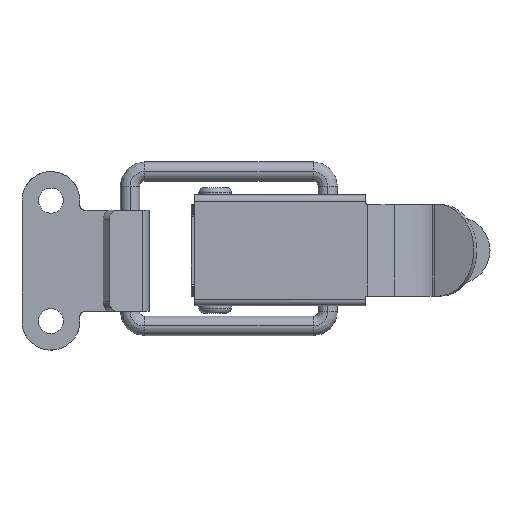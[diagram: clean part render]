
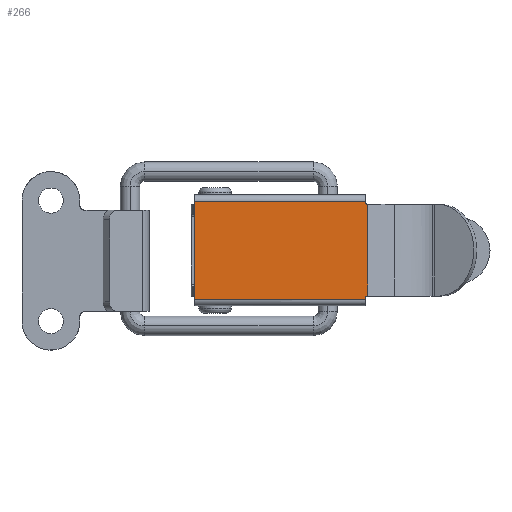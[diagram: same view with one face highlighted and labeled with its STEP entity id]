
A CAD part, top view. The second image highlights one B-rep face of the part: STEP entity #266.
In plain terms, the highlighted planar face has unit normal (0, 0, 1).
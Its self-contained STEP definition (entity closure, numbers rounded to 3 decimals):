
#84=B_SPLINE_CURVE_WITH_KNOTS('',1,(#3899,#3900),.UNSPECIFIED.,.F.,.F.,
(2,2),(0.,0.2),.UNSPECIFIED.);
#101=B_SPLINE_CURVE_WITH_KNOTS('',1,(#3974,#3975),.UNSPECIFIED.,.F.,.F.,
(2,2),(0.,0.002),.UNSPECIFIED.);
#108=B_SPLINE_CURVE_WITH_KNOTS('',1,(#4011,#4012),.UNSPECIFIED.,.F.,.F.,
(2,2),(0.,0.002),.UNSPECIFIED.);
#122=B_SPLINE_CURVE_WITH_KNOTS('',1,(#4092,#4093),.UNSPECIFIED.,.F.,.F.,
(2,2),(0.,20.4),.UNSPECIFIED.);
#123=B_SPLINE_CURVE_WITH_KNOTS('',1,(#4094,#4095),.UNSPECIFIED.,.F.,.F.,
(2,2),(0.,35.488),.UNSPECIFIED.);
#124=B_SPLINE_CURVE_WITH_KNOTS('',1,(#4096,#4097),.UNSPECIFIED.,.F.,.F.,
(2,2),(0.,19.),.UNSPECIFIED.);
#125=B_SPLINE_CURVE_WITH_KNOTS('',1,(#4098,#4099),.UNSPECIFIED.,.F.,.F.,
(2,2),(0.,0.2),.UNSPECIFIED.);
#126=B_SPLINE_CURVE_WITH_KNOTS('',1,(#4100,#4101),.UNSPECIFIED.,.F.,.F.,
(2,2),(0.,35.488),.UNSPECIFIED.);
#266=ADVANCED_FACE('',(#397),#2159,.T.);
#397=FACE_OUTER_BOUND('',#548,.T.);
#548=EDGE_LOOP('',(#1007,#1008,#1009,#1010,#1011,#1012,#1013,#1014,#1015,
#1016));
#1007=ORIENTED_EDGE('',*,*,#1458,.T.);
#1008=ORIENTED_EDGE('',*,*,#1459,.T.);
#1009=ORIENTED_EDGE('',*,*,#1401,.F.);
#1010=ORIENTED_EDGE('',*,*,#1441,.T.);
#1011=ORIENTED_EDGE('',*,*,#1432,.F.);
#1012=ORIENTED_EDGE('',*,*,#1460,.T.);
#1013=ORIENTED_EDGE('',*,*,#1425,.F.);
#1014=ORIENTED_EDGE('',*,*,#1472,.T.);
#1015=ORIENTED_EDGE('',*,*,#1461,.T.);
#1016=ORIENTED_EDGE('',*,*,#1462,.T.);
#1401=EDGE_CURVE('',#2004,#2005,#84,.T.);
#1425=EDGE_CURVE('',#2035,#2036,#101,.T.);
#1432=EDGE_CURVE('',#2044,#2045,#108,.T.);
#1441=EDGE_CURVE('',#2004,#2045,#1711,.T.);
#1458=EDGE_CURVE('',#2052,#2053,#122,.T.);
#1459=EDGE_CURVE('',#2053,#2005,#123,.T.);
#1460=EDGE_CURVE('',#2044,#2036,#124,.T.);
#1461=EDGE_CURVE('',#2054,#2055,#125,.T.);
#1462=EDGE_CURVE('',#2055,#2052,#126,.T.);
#1472=EDGE_CURVE('',#2035,#2054,#1714,.T.);
#1711=TRIMMED_CURVE($,#1839,(#4038),(#4039),.T.,.CARTESIAN.);
#1714=TRIMMED_CURVE($,#1842,(#4121),(#4122),.T.,.CARTESIAN.);
#1839=CIRCLE('',#2496,0.5);
#1842=CIRCLE('',#2499,0.5);
#2004=VERTEX_POINT('',#3812);
#2005=VERTEX_POINT('',#3813);
#2035=VERTEX_POINT('',#3843);
#2036=VERTEX_POINT('',#3844);
#2044=VERTEX_POINT('',#3852);
#2045=VERTEX_POINT('',#3853);
#2052=VERTEX_POINT('',#3860);
#2053=VERTEX_POINT('',#3861);
#2054=VERTEX_POINT('',#3862);
#2055=VERTEX_POINT('',#3863);
#2159=PLANE('',#2459);
#2459=AXIS2_PLACEMENT_3D('',#3778,#2770,$);
#2496=AXIS2_PLACEMENT_3D($,#4037,#2813,#2814);
#2499=AXIS2_PLACEMENT_3D($,#4120,#2819,#2820);
#2770=DIRECTION('',(0.,0.,1.));
#2813=DIRECTION('',(0.,0.,-1.));
#2814=DIRECTION('',(-1.,0.,0.));
#2819=DIRECTION('',(0.,0.,-1.));
#2820=DIRECTION('',(0.,-1.,0.));
#3778=CARTESIAN_POINT('',(-18.18,-0.752,1.714));
#3812=CARTESIAN_POINT('',(20.919,1.5,1.714));
#3813=CARTESIAN_POINT('',(20.919,1.3,1.714));
#3843=CARTESIAN_POINT('',(21.419,21.,1.714));
#3844=CARTESIAN_POINT('',(21.421,21.,1.714));
#3852=CARTESIAN_POINT('',(21.421,2.,1.714));
#3853=CARTESIAN_POINT('',(21.419,2.,1.714));
#3860=CARTESIAN_POINT('',(-14.569,21.7,1.714));
#3861=CARTESIAN_POINT('',(-14.569,1.3,1.714));
#3862=CARTESIAN_POINT('',(20.919,21.5,1.714));
#3863=CARTESIAN_POINT('',(20.919,21.7,1.714));
#3899=CARTESIAN_POINT('',(20.919,1.5,1.714));
#3900=CARTESIAN_POINT('',(20.919,1.3,1.714));
#3974=CARTESIAN_POINT('',(21.419,21.,1.714));
#3975=CARTESIAN_POINT('',(21.421,21.,1.714));
#4011=CARTESIAN_POINT('',(21.421,2.,1.714));
#4012=CARTESIAN_POINT('',(21.419,2.,1.714));
#4037=CARTESIAN_POINT('',(21.419,1.5,1.714));
#4038=CARTESIAN_POINT('',(20.919,1.5,1.714));
#4039=CARTESIAN_POINT('',(21.419,2.,1.714));
#4092=CARTESIAN_POINT('',(-14.569,21.7,1.714));
#4093=CARTESIAN_POINT('',(-14.569,1.3,1.714));
#4094=CARTESIAN_POINT('',(-14.569,1.3,1.714));
#4095=CARTESIAN_POINT('',(20.919,1.3,1.714));
#4096=CARTESIAN_POINT('',(21.421,2.,1.714));
#4097=CARTESIAN_POINT('',(21.421,21.,1.714));
#4098=CARTESIAN_POINT('',(20.919,21.5,1.714));
#4099=CARTESIAN_POINT('',(20.919,21.7,1.714));
#4100=CARTESIAN_POINT('',(20.919,21.7,1.714));
#4101=CARTESIAN_POINT('',(-14.569,21.7,1.714));
#4120=CARTESIAN_POINT('',(21.419,21.5,1.714));
#4121=CARTESIAN_POINT('',(21.419,21.,1.714));
#4122=CARTESIAN_POINT('',(20.919,21.5,1.714));
